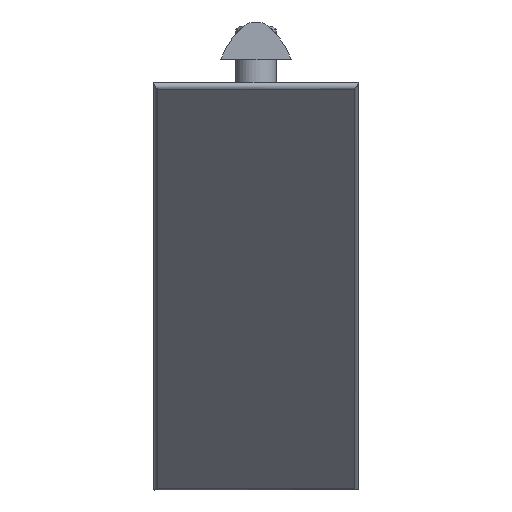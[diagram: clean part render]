
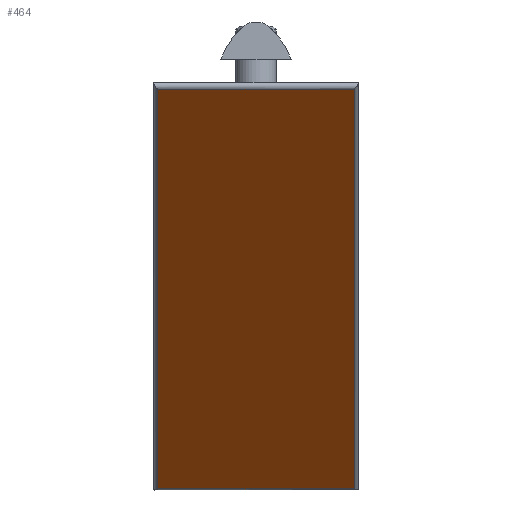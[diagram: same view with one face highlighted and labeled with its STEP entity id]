
A CAD part, front view. The second image highlights one B-rep face of the part: STEP entity #464.
In plain terms, the highlighted planar face has unit normal (0, -0.707, -0.707).
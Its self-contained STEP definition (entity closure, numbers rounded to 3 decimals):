
#464=ADVANCED_FACE('',(#1072),#1073,.T.);
#1072=FACE_OUTER_BOUND('',#1846,.T.);
#1073=PLANE('',#1847);
#1846=EDGE_LOOP('',(#3118,#3119,#3120,#3121));
#1847=AXIS2_PLACEMENT_3D('',#3122,#3123,#3124);
#3118=ORIENTED_EDGE('',*,*,#4768,.T.);
#3119=ORIENTED_EDGE('',*,*,#4787,.F.);
#3120=ORIENTED_EDGE('',*,*,#4785,.T.);
#3121=ORIENTED_EDGE('',*,*,#4778,.T.);
#3122=CARTESIAN_POINT('',(20.001,-40.5,-40.5));
#3123=DIRECTION('',(0.0,-0.707,-0.707));
#3124=DIRECTION('',(0.0,-0.707,0.707));
#4768=EDGE_CURVE('',#5762,#5759,#5763,.T.);
#4778=EDGE_CURVE('',#5778,#5762,#5779,.T.);
#4785=EDGE_CURVE('',#5787,#5778,#5790,.T.);
#4787=EDGE_CURVE('',#5787,#5759,#5792,.T.);
#5759=VERTEX_POINT('',#7465);
#5762=VERTEX_POINT('',#7468);
#5763=LINE('',#7469,#7470);
#5778=VERTEX_POINT('',#7489);
#5779=LINE('',#7490,#7491);
#5787=VERTEX_POINT('',#7500);
#5790=LINE('',#7504,#7505);
#5792=LINE('',#7507,#7508);
#7465=CARTESIAN_POINT('',(-19.199,-1.366,-79.634));
#7468=CARTESIAN_POINT('',(-19.199,-79.634,-1.366));
#7469=CARTESIAN_POINT('',(-19.199,-40.5,-40.5));
#7470=VECTOR('',#9291,1.0);
#7489=CARTESIAN_POINT('',(19.201,-79.634,-1.366));
#7490=CARTESIAN_POINT('',(20.001,-79.634,-1.366));
#7491=VECTOR('',#9305,1.0);
#7500=CARTESIAN_POINT('',(19.201,-1.366,-79.634));
#7504=CARTESIAN_POINT('',(19.201,-40.5,-40.5));
#7505=VECTOR('',#9317,1.0);
#7507=CARTESIAN_POINT('',(20.001,-1.366,-79.634));
#7508=VECTOR('',#9318,1.0);
#9291=DIRECTION('',(0.0,0.707,-0.707));
#9305=DIRECTION('',(-1.0,0.0,-0.0));
#9317=DIRECTION('',(0.0,-0.707,0.707));
#9318=DIRECTION('',(-1.0,0.0,-0.0));
